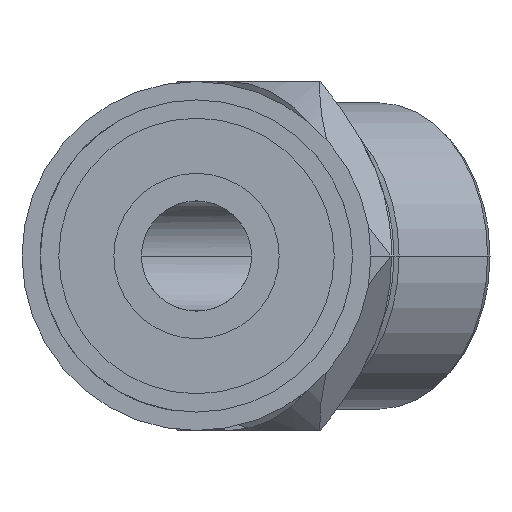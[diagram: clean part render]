
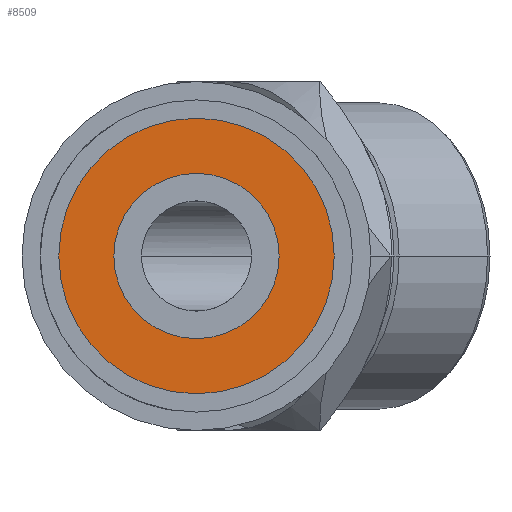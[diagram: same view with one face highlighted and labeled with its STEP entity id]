
A CAD part, left-side view. The second image highlights one B-rep face of the part: STEP entity #8509.
In plain terms, the highlighted planar face has unit normal (-1, 0, 0).
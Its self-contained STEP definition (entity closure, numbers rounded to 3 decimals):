
#473 = CARTESIAN_POINT ( 'NONE',  ( 0., 0., 0. ) ) ;
#536 = EDGE_CURVE ( 'NONE', #2320, #3565, #620, .T. ) ;
#620 = CIRCLE ( 'NONE', #6676, 7.5 ) ;
#1017 = ORIENTED_EDGE ( 'NONE', *, *, #4628, .T. ) ;
#1222 = CIRCLE ( 'NONE', #6402, 4.5 ) ;
#1872 = CARTESIAN_POINT ( 'NONE',  ( 0., 0., 7.5 ) ) ;
#1901 = DIRECTION ( 'NONE',  ( -1., 0., 0. ) ) ;
#2009 = CARTESIAN_POINT ( 'NONE',  ( 0., 0., 0. ) ) ;
#2320 = VERTEX_POINT ( 'NONE', #1872 ) ;
#2422 = AXIS2_PLACEMENT_3D ( 'NONE', #6613, #7316, #7265 ) ;
#2834 = DIRECTION ( 'NONE',  ( -1., 0., 0. ) ) ;
#2842 = AXIS2_PLACEMENT_3D ( 'NONE', #473, #1901, #6113 ) ;
#2977 = EDGE_CURVE ( 'NONE', #8868, #9097, #1222, .T. ) ;
#3084 = CARTESIAN_POINT ( 'NONE',  ( 0., 0., 0. ) ) ;
#3408 = EDGE_CURVE ( 'NONE', #3565, #2320, #4909, .T. ) ;
#3565 = VERTEX_POINT ( 'NONE', #8657 ) ;
#3825 = FACE_OUTER_BOUND ( 'NONE', #8423, .T. ) ;
#4109 = CARTESIAN_POINT ( 'NONE',  ( 0., 0., 0. ) ) ;
#4179 = ORIENTED_EDGE ( 'NONE', *, *, #3408, .T. ) ;
#4184 = ORIENTED_EDGE ( 'NONE', *, *, #2977, .T. ) ;
#4628 = EDGE_CURVE ( 'NONE', #9097, #8868, #8615, .T. ) ;
#4909 = CIRCLE ( 'NONE', #2842, 7.5 ) ;
#5508 = AXIS2_PLACEMENT_3D ( 'NONE', #4109, #7728, #8231 ) ;
#6052 = PLANE ( 'NONE',  #2422 ) ;
#6113 = DIRECTION ( 'NONE',  ( 0., 0., 1. ) ) ;
#6216 = EDGE_LOOP ( 'NONE', ( #4184, #1017 ) ) ;
#6219 = CARTESIAN_POINT ( 'NONE',  ( 0., 0., -4.5 ) ) ;
#6375 = CARTESIAN_POINT ( 'NONE',  ( 0., 0., 4.5 ) ) ;
#6402 = AXIS2_PLACEMENT_3D ( 'NONE', #3084, #6700, #8793 ) ;
#6613 = CARTESIAN_POINT ( 'NONE',  ( 0., 0., 0. ) ) ;
#6676 = AXIS2_PLACEMENT_3D ( 'NONE', #2009, #2834, #7105 ) ;
#6700 = DIRECTION ( 'NONE',  ( 1., 0., 0. ) ) ;
#7105 = DIRECTION ( 'NONE',  ( 0., 0., 1. ) ) ;
#7265 = DIRECTION ( 'NONE',  ( 0., 0., -1. ) ) ;
#7316 = DIRECTION ( 'NONE',  ( 1., 0., 0. ) ) ;
#7728 = DIRECTION ( 'NONE',  ( 1., 0., 0. ) ) ;
#7797 = ORIENTED_EDGE ( 'NONE', *, *, #536, .T. ) ;
#8231 = DIRECTION ( 'NONE',  ( 0., 0., -1. ) ) ;
#8423 = EDGE_LOOP ( 'NONE', ( #7797, #4179 ) ) ;
#8509 = ADVANCED_FACE ( 'NONE', ( #8747, #3825 ), #6052, .F. ) ;
#8615 = CIRCLE ( 'NONE', #5508, 4.5 ) ;
#8657 = CARTESIAN_POINT ( 'NONE',  ( 0., 0., -7.5 ) ) ;
#8747 = FACE_BOUND ( 'NONE', #6216, .T. ) ;
#8793 = DIRECTION ( 'NONE',  ( 0., 0., -1. ) ) ;
#8868 = VERTEX_POINT ( 'NONE', #6375 ) ;
#9097 = VERTEX_POINT ( 'NONE', #6219 ) ;
